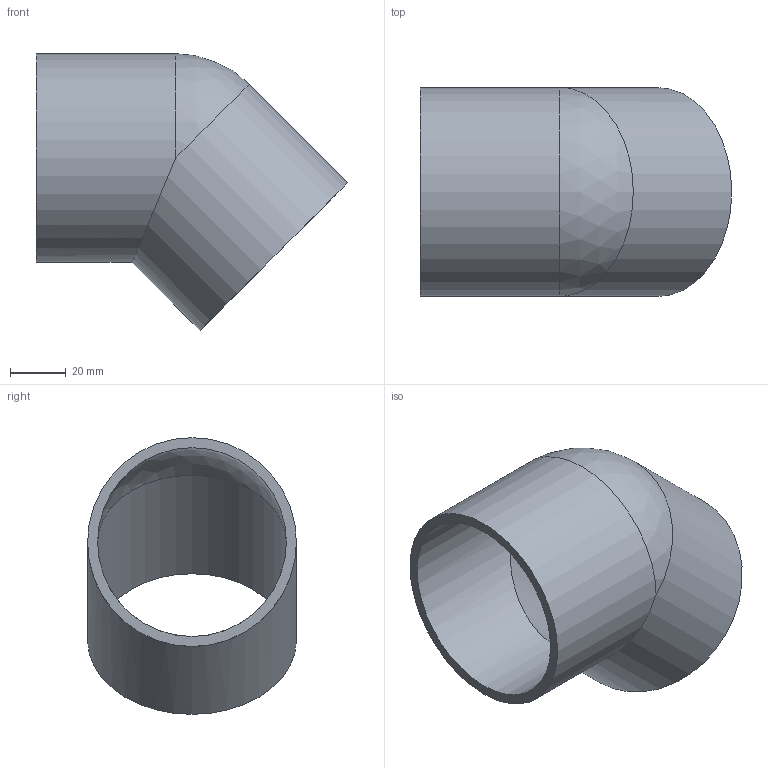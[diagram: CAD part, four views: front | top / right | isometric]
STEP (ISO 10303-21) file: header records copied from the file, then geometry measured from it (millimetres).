
FILE_DESCRIPTION(/* description */ ('STEP AP214'),/* implementation_level */ '2;1');
FILE_NAME(/* name */ 'AGRU_30060007521_Elbow 45_long spigot_PVDF natural_75X3.6 SDR21 ISO S-10 (architecture400)',/* time_stamp */ '2023-05-05T06:57:15+02:00',/* author */ ('License CC BY-ND 4.0'),/* organization */ ('CADENAS'),/* preprocessor_version */ 'ST-DEVELOPER v19.3',/* originating_system */ 'PARTsolutions',/* authorisation */ ' ');
FILE_SCHEMA (('AUTOMOTIVE_DESIGN {1 0 10303 214 3 1 1}'));
Length unit declared in the file: millimetre
Products named in the file (1): AGRU_30060007521_Elbow 45_long spigot_PVDF natural_75X3.6  SDR21  ISO
 S-10 (architecture400)
Bounding box: 111.87 x 75 x 99.37 mm (x, y, z)
Volume: 80356.3 mm3; surface area: 46257.1 mm2
Topology: 1 solids, 1 shells, 8 faces, 16 edges, 10 vertices
Faces by surface type: cylinder 4, plane 2, sphere 2
Full cylindrical faces by diameter (mm): 67.8 x2, 75 x2
Entity records: 210 total; most frequent: DIRECTION 38, CARTESIAN_POINT 27, ORIENTED_EDGE 20, AXIS2_PLACEMENT_3D 19, EDGE_LOOP 14, FACE_BOUND 14, EDGE_CURVE 10, CIRCLE 8
